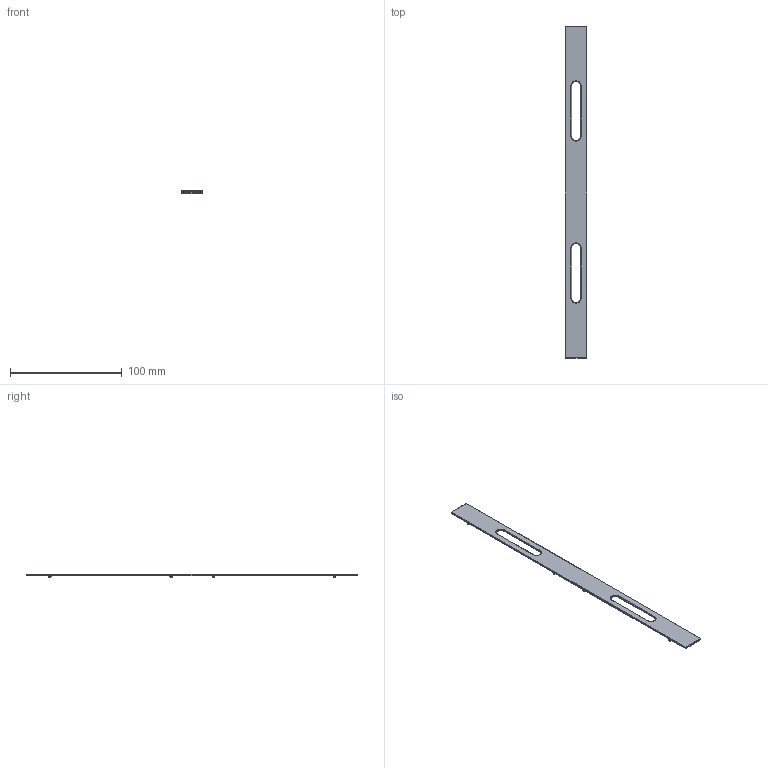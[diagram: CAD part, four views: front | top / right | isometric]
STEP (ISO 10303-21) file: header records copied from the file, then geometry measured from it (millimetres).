
FILE_DESCRIPTION(/* description */ ('','CAx-IF Rec.Pracs.---Representation and Presentation of Product Manufacturing Information (PMI)---4.0---2014-10-13'),/* implementation_level */ '2;1');
FILE_NAME(/* name */ 'Mid_Sup.step',/* time_stamp */ '2024-12-16T17:31:59+09:00',/* author */ (''),/* organization */ (''),/* preprocessor_version */ 'ST-DEVELOPER v20',/* originating_system */ 'Autodesk Translation Framework v13.20.0.188',/* authorisation */ '');
FILE_SCHEMA (('AP242_MANAGED_MODEL_BASED_3D_ENGINEERING_MIM_LF { 1 0 10303 442 1 1 4 }'));
Length unit declared in the file: millimetre
Products named in the file (1): Mid_Sup
Bounding box: 19.6 x 297 x 3.5 mm (x, y, z)
Volume: 7762.4 mm3; surface area: 11271.5 mm2
Topology: 1 solids, 1 shells, 181 faces, 427 edges, 226 vertices
Faces by surface type: cylinder 71, bspline 52, plane 34, torus 24
Entity records: 6160 total; most frequent: CARTESIAN_POINT 2281, ORIENTED_EDGE 810, DIRECTION 803, EDGE_CURVE 405, AXIS2_PLACEMENT_3D 326, VERTEX_POINT 226, EDGE_LOOP 185, FACE_OUTER_BOUND 181
